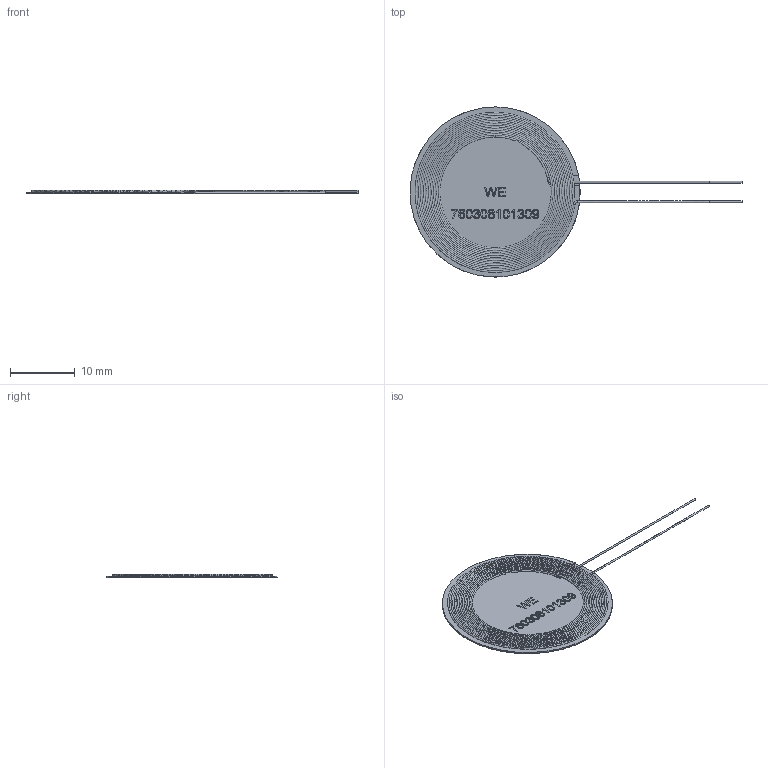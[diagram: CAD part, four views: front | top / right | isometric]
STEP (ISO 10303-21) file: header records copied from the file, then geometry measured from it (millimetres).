
FILE_DESCRIPTION(/* description */ ('Unknown'),/* implementation_level */ '2;1');
FILE_NAME(/* name */ '760308101309',/* time_stamp */ '2022-03-11T11:55:49+01:00',/* author */ ('Unknown'),/* organization */ ('Unknown'),/* preprocessor_version */ 'ST-DEVELOPER v16.7',/* originating_system */ 'Solid Edge',/* authorisation */ 'Unknown');
FILE_SCHEMA (('AUTOMOTIVE_DESIGN {1 0 10303 214 3 1 1}'));
Length unit declared in the file: millimetre
Products named in the file (5): 760308101309; ferrite_sheet; PET; PET_bottom
Assembly tree (4 placements, depth 2):
  760308101309
    ferrite_sheet
    PET
    PET_bottom
    760308101309
Bounding box: 51.3 x 26.3 x 0.53 mm (x, y, z)
Volume: 169.8 mm3; surface area: 4066.3 mm2
Topology: 4 solids, 4 shells, 130 faces, 295 edges, 196 vertices
Faces by surface type: plane 78, bspline 43, cylinder 8, torus 1
Full cylindrical faces by diameter (mm): 0.25 x1, 0.27 x2, 26.3 x1
Entity records: 8522 total; most frequent: CARTESIAN_POINT 5161, ORIENTED_EDGE 544, DIRECTION 306, EDGE_CURVE 272, VERTEX_POINT 193, EDGE_LOOP 179, FACE_BOUND 179, B_SPLINE_CURVE_WITH_KNOTS 169
